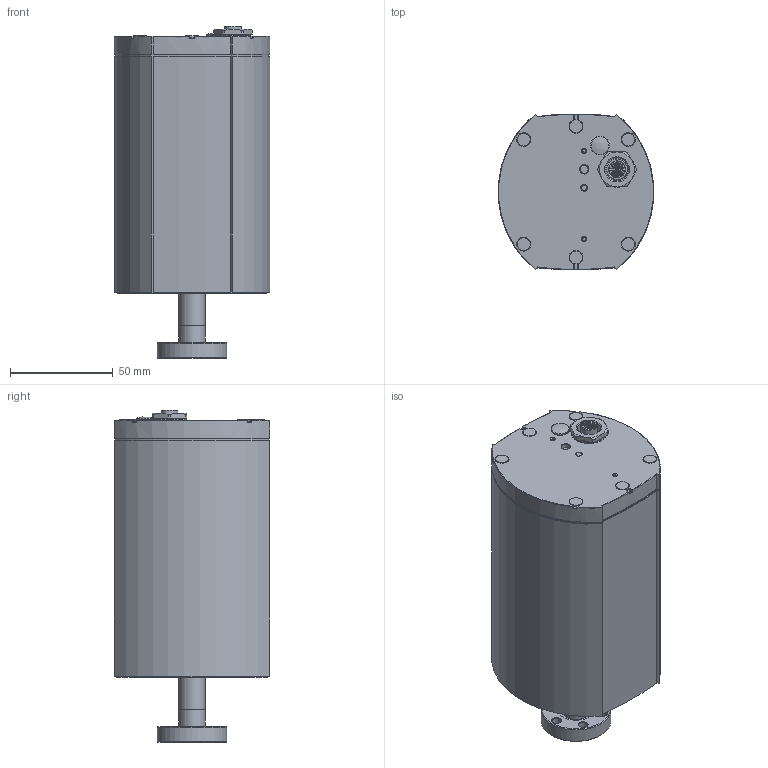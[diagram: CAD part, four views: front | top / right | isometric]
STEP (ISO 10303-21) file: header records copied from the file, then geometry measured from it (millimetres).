
FILE_DESCRIPTION(/* description */ (''),/* implementation_level */ '2;1');
FILE_NAME(/* name */ 'MCCT3xx_16CF.stp',/* time_stamp */ '2020-06-03T09:28:13+02:00',/* author */ ('BEM'),/* organization */ (''),/* preprocessor_version */ 'ST-DEVELOPER v17',/* originating_system */ 'Autodesk Inventor 2018',/* authorisation */ '');
FILE_SCHEMA (('AUTOMOTIVE_DESIGN { 1 0 10303 214 3 1 1 }'));
Length unit declared in the file: millimetre
Products named in the file (1): Bauteil5
Bounding box: 75.68 x 76 x 161.93 mm (x, y, z)
Volume: 184818.9 mm3; surface area: 132883 mm2
Topology: 52 solids, 52 shells, 2843 faces, 7300 edges, 4638 vertices
Faces by surface type: cylinder 1073, plane 890, torus 412, cone 199, bspline 160, sphere 109
Full cylindrical faces by diameter (mm): 0.33 x196, 1 x1, 1.016 x2, 1.1 x8, 1.4 x1, 1.5 x4, 1.6 x8, 1.7 x5, 1.763 x1, 2.013 x12, 2.5 x7, 2.6 x1, 2.8 x6, 2.9 x1, 3 x1, 3.4 x1, 3.5 x5, 3.8 x1, 4 x7, 4.2 x1, 4.3 x6, 5.4 x7, 5.5 x7, 6 x3, 6.3 x6, 6.7 x1, 7.2 x1, 7.5 x1, 8 x1, 8.2 x1
Entity records: 97896 total; most frequent: CARTESIAN_POINT 23463, DIRECTION 15765, ORIENTED_EDGE 14512, EDGE_CURVE 7256, AXIS2_PLACEMENT_3D 6343, VERTEX_POINT 4638, CIRCLE 3595, EDGE_LOOP 3468
